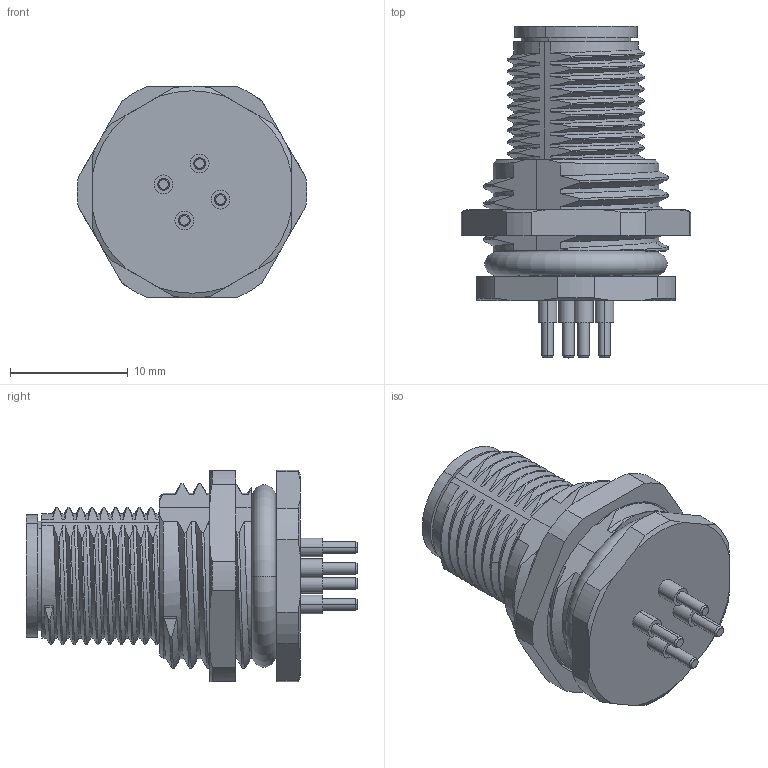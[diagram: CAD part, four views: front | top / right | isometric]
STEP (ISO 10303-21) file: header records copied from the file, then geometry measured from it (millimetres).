
FILE_DESCRIPTION((''),'2;1');
FILE_NAME('3D_1630053141012_M12-M05B-BKR-P_ASM','2021-01-04T',('zh.su'),(''),'PRO/ENGINEER BY PARAMETRIC TECHNOLOGY CORPORATION, 2012480','PRO/ENGINEER BY PARAMETRIC TECHNOLOGY CORPORATION, 2012480','');
FILE_SCHEMA(('CONFIG_CONTROL_DESIGN'));
Length unit declared in the file: millimetre
Products named in the file (4): MANIFOLD_SOLID_BREP_32984; MANIFOLD_SOLID_BREP_33794; PRT0008_1_ASM; 3D_1630053141012_M12-M05B-BKR-P_ASM
Assembly tree (3 placements, depth 3):
  3D_1630053141012_M12-M05B-BKR-P_ASM
    PRT0008_1_ASM
      MANIFOLD_SOLID_BREP_32984
      MANIFOLD_SOLID_BREP_33794
Bounding box: 19.5 x 28.2 x 18 mm (x, y, z)
Volume: 2932.5 mm3; surface area: 2692.3 mm2
Topology: 2 solids, 2 shells, 390 faces, 1180 edges, 813 vertices
Faces by surface type: plane 98, bspline 98, cylinder 82, cone 46, extrusion 44, torus 14, sphere 8
Entity records: 19973 total; most frequent: CARTESIAN_POINT 10206, ORIENTED_EDGE 2344, DIRECTION 1509, EDGE_CURVE 1172, VERTEX_POINT 813, B_SPLINE_CURVE_WITH_KNOTS 516, AXIS2_PLACEMENT_3D 508, VECTOR 493
